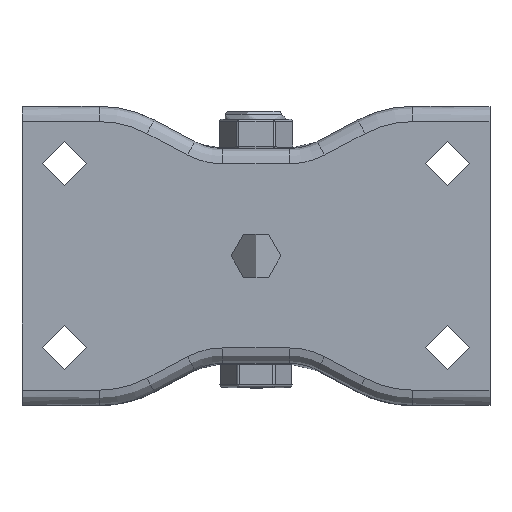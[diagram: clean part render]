
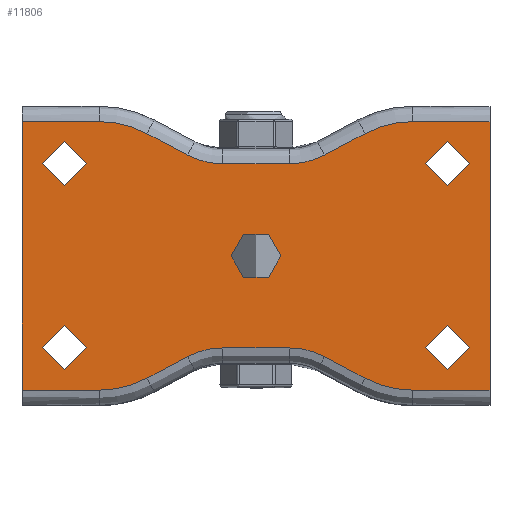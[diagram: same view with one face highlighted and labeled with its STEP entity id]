
A CAD part, top view. The second image highlights one B-rep face of the part: STEP entity #11806.
In plain terms, the highlighted planar face has unit normal (0, 0, 1).
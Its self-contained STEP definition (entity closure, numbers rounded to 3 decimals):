
#1323=FACE_BOUND('',#2585,.T.);
#1324=FACE_BOUND('',#2586,.T.);
#1325=FACE_BOUND('',#2587,.T.);
#1326=FACE_BOUND('',#2588,.T.);
#1327=FACE_BOUND('',#2589,.T.);
#1438=CIRCLE('',#12658,5.75);
#1440=CIRCLE('',#12661,5.75);
#1449=CIRCLE('',#12699,26.5);
#1452=CIRCLE('',#12704,19.5);
#1455=CIRCLE('',#12709,19.5);
#1458=CIRCLE('',#12714,26.5);
#1461=CIRCLE('',#12719,6.5);
#1466=CIRCLE('',#12727,5.75);
#1468=CIRCLE('',#12730,5.75);
#1475=CIRCLE('',#12750,26.5);
#1476=CIRCLE('',#12751,19.5);
#1477=CIRCLE('',#12752,19.5);
#1478=CIRCLE('',#12753,26.5);
#1479=CIRCLE('',#12754,6.5);
#1867=FACE_OUTER_BOUND('',#2584,.T.);
#2584=EDGE_LOOP('',(#8145,#8146,#8147,#8148,#8149,#8150,#8151,#8152,#8153,
#8154,#8155,#8156,#8157,#8158,#8159,#8160,#8161,#8162,#8163,#8164));
#2585=EDGE_LOOP('',(#8165,#8166));
#2586=EDGE_LOOP('',(#8167));
#2587=EDGE_LOOP('',(#8168));
#2588=EDGE_LOOP('',(#8169));
#2589=EDGE_LOOP('',(#8170));
#3409=LINE('',#16706,#4211);
#3410=LINE('',#16714,#4212);
#3411=LINE('',#16722,#4213);
#3412=LINE('',#16730,#4214);
#3413=LINE('',#16739,#4215);
#3425=LINE('',#16787,#4227);
#3441=LINE('',#16860,#4243);
#3442=LINE('',#16862,#4244);
#3443=LINE('',#16866,#4245);
#3444=LINE('',#16870,#4246);
#3445=LINE('',#16874,#4247);
#3446=LINE('',#16877,#4248);
#4211=VECTOR('',#13827,10.);
#4212=VECTOR('',#13838,10.);
#4213=VECTOR('',#13849,10.);
#4214=VECTOR('',#13860,10.);
#4215=VECTOR('',#13873,10.);
#4227=VECTOR('',#13919,1.);
#4243=VECTOR('',#13965,1.);
#4244=VECTOR('',#13966,10.);
#4245=VECTOR('',#13969,10.);
#4246=VECTOR('',#13972,10.);
#4247=VECTOR('',#13975,10.);
#4248=VECTOR('',#13978,10.);
#4983=VERTEX_POINT('',#16569);
#4985=VERTEX_POINT('',#16575);
#5015=VERTEX_POINT('',#16703);
#5016=VERTEX_POINT('',#16705);
#5017=VERTEX_POINT('',#16709);
#5018=VERTEX_POINT('',#16713);
#5019=VERTEX_POINT('',#16717);
#5020=VERTEX_POINT('',#16721);
#5021=VERTEX_POINT('',#16725);
#5022=VERTEX_POINT('',#16729);
#5023=VERTEX_POINT('',#16733);
#5024=VERTEX_POINT('',#16737);
#5026=VERTEX_POINT('',#16742);
#5027=VERTEX_POINT('',#16744);
#5038=VERTEX_POINT('',#16770);
#5040=VERTEX_POINT('',#16776);
#5043=VERTEX_POINT('',#16786);
#5061=VERTEX_POINT('',#16859);
#5062=VERTEX_POINT('',#16861);
#5063=VERTEX_POINT('',#16863);
#5064=VERTEX_POINT('',#16865);
#5065=VERTEX_POINT('',#16867);
#5066=VERTEX_POINT('',#16869);
#5067=VERTEX_POINT('',#16871);
#5068=VERTEX_POINT('',#16873);
#5069=VERTEX_POINT('',#16875);
#6146=EDGE_CURVE('',#4983,#4983,#1438,.T.);
#6149=EDGE_CURVE('',#4985,#4985,#1440,.T.);
#6200=EDGE_CURVE('',#5016,#5015,#3409,.T.);
#6202=EDGE_CURVE('',#5017,#5016,#1449,.T.);
#6204=EDGE_CURVE('',#5018,#5017,#3410,.T.);
#6206=EDGE_CURVE('',#5019,#5018,#1452,.T.);
#6208=EDGE_CURVE('',#5020,#5019,#3411,.T.);
#6210=EDGE_CURVE('',#5021,#5020,#1455,.T.);
#6212=EDGE_CURVE('',#5022,#5021,#3412,.T.);
#6214=EDGE_CURVE('',#5023,#5022,#1458,.T.);
#6217=EDGE_CURVE('',#5024,#5023,#3413,.T.);
#6219=EDGE_CURVE('',#5026,#5027,#1461,.T.);
#6232=EDGE_CURVE('',#5038,#5038,#1466,.T.);
#6235=EDGE_CURVE('',#5040,#5040,#1468,.T.);
#6239=EDGE_CURVE('',#5043,#5024,#3425,.T.);
#6266=EDGE_CURVE('',#5015,#5061,#3441,.T.);
#6267=EDGE_CURVE('',#5062,#5061,#3442,.T.);
#6268=EDGE_CURVE('',#5063,#5062,#1475,.T.);
#6269=EDGE_CURVE('',#5064,#5063,#3443,.T.);
#6270=EDGE_CURVE('',#5065,#5064,#1476,.T.);
#6271=EDGE_CURVE('',#5066,#5065,#3444,.T.);
#6272=EDGE_CURVE('',#5067,#5066,#1477,.T.);
#6273=EDGE_CURVE('',#5068,#5067,#3445,.T.);
#6274=EDGE_CURVE('',#5069,#5068,#1478,.T.);
#6275=EDGE_CURVE('',#5043,#5069,#3446,.T.);
#6276=EDGE_CURVE('',#5026,#5027,#1479,.T.);
#8145=ORIENTED_EDGE('',*,*,#6239,.T.);
#8146=ORIENTED_EDGE('',*,*,#6217,.T.);
#8147=ORIENTED_EDGE('',*,*,#6214,.T.);
#8148=ORIENTED_EDGE('',*,*,#6212,.T.);
#8149=ORIENTED_EDGE('',*,*,#6210,.T.);
#8150=ORIENTED_EDGE('',*,*,#6208,.T.);
#8151=ORIENTED_EDGE('',*,*,#6206,.T.);
#8152=ORIENTED_EDGE('',*,*,#6204,.T.);
#8153=ORIENTED_EDGE('',*,*,#6202,.T.);
#8154=ORIENTED_EDGE('',*,*,#6200,.T.);
#8155=ORIENTED_EDGE('',*,*,#6266,.T.);
#8156=ORIENTED_EDGE('',*,*,#6267,.F.);
#8157=ORIENTED_EDGE('',*,*,#6268,.F.);
#8158=ORIENTED_EDGE('',*,*,#6269,.F.);
#8159=ORIENTED_EDGE('',*,*,#6270,.F.);
#8160=ORIENTED_EDGE('',*,*,#6271,.F.);
#8161=ORIENTED_EDGE('',*,*,#6272,.F.);
#8162=ORIENTED_EDGE('',*,*,#6273,.F.);
#8163=ORIENTED_EDGE('',*,*,#6274,.F.);
#8164=ORIENTED_EDGE('',*,*,#6275,.F.);
#8165=ORIENTED_EDGE('',*,*,#6276,.T.);
#8166=ORIENTED_EDGE('',*,*,#6219,.F.);
#8167=ORIENTED_EDGE('',*,*,#6149,.F.);
#8168=ORIENTED_EDGE('',*,*,#6146,.F.);
#8169=ORIENTED_EDGE('',*,*,#6232,.T.);
#8170=ORIENTED_EDGE('',*,*,#6235,.T.);
#11508=PLANE('',#12749);
#11806=ADVANCED_FACE('',(#1867,#1323,#1324,#1325,#1326,#1327),#11508,.F.);
#12658=AXIS2_PLACEMENT_3D('',#16571,#13718,#13719);
#12661=AXIS2_PLACEMENT_3D('',#16577,#13725,#13726);
#12699=AXIS2_PLACEMENT_3D('',#16710,#13832,#13833);
#12704=AXIS2_PLACEMENT_3D('',#16718,#13843,#13844);
#12709=AXIS2_PLACEMENT_3D('',#16726,#13854,#13855);
#12714=AXIS2_PLACEMENT_3D('',#16734,#13865,#13866);
#12719=AXIS2_PLACEMENT_3D('',#16745,#13877,#13878);
#12727=AXIS2_PLACEMENT_3D('',#16772,#13901,#13902);
#12730=AXIS2_PLACEMENT_3D('',#16778,#13908,#13909);
#12749=AXIS2_PLACEMENT_3D('',#16858,#13963,#13964);
#12750=AXIS2_PLACEMENT_3D('',#16864,#13967,#13968);
#12751=AXIS2_PLACEMENT_3D('',#16868,#13970,#13971);
#12752=AXIS2_PLACEMENT_3D('',#16872,#13973,#13974);
#12753=AXIS2_PLACEMENT_3D('',#16876,#13976,#13977);
#12754=AXIS2_PLACEMENT_3D('',#16878,#13979,#13980);
#13718=DIRECTION('center_axis',(0.,0.,1.));
#13719=DIRECTION('ref_axis',(1.,0.,0.));
#13725=DIRECTION('center_axis',(0.,0.,1.));
#13726=DIRECTION('ref_axis',(1.,0.,0.));
#13827=DIRECTION('',(-1.,0.,0.));
#13832=DIRECTION('center_axis',(0.,0.,1.));
#13833=DIRECTION('ref_axis',(0.242,0.97,0.));
#13838=DIRECTION('',(-0.883,0.469,0.));
#13843=DIRECTION('center_axis',(0.,0.,-1.));
#13844=DIRECTION('ref_axis',(-0.242,-0.97,0.));
#13849=DIRECTION('',(-1.,0.,0.));
#13854=DIRECTION('center_axis',(0.,0.,-1.));
#13855=DIRECTION('ref_axis',(0.242,-0.97,0.));
#13860=DIRECTION('',(-0.883,-0.469,0.));
#13865=DIRECTION('center_axis',(0.,0.,1.));
#13866=DIRECTION('ref_axis',(-0.242,0.97,0.));
#13873=DIRECTION('',(-1.,0.,0.));
#13877=DIRECTION('center_axis',(0.,0.,1.));
#13878=DIRECTION('ref_axis',(-1.,0.,0.));
#13901=DIRECTION('center_axis',(0.,0.,-1.));
#13902=DIRECTION('ref_axis',(1.,0.,0.));
#13908=DIRECTION('center_axis',(0.,0.,-1.));
#13909=DIRECTION('ref_axis',(1.,0.,0.));
#13919=DIRECTION('',(0.,1.,0.));
#13963=DIRECTION('center_axis',(0.,0.,-1.));
#13964=DIRECTION('ref_axis',(0.,-1.,0.));
#13965=DIRECTION('',(0.,-1.,0.));
#13966=DIRECTION('',(-1.,0.,0.));
#13967=DIRECTION('center_axis',(0.,0.,-1.));
#13968=DIRECTION('ref_axis',(0.242,-0.97,0.));
#13969=DIRECTION('',(-0.883,-0.469,0.));
#13970=DIRECTION('center_axis',(0.,0.,1.));
#13971=DIRECTION('ref_axis',(-0.242,0.97,0.));
#13972=DIRECTION('',(-1.,0.,0.));
#13973=DIRECTION('center_axis',(0.,0.,1.));
#13974=DIRECTION('ref_axis',(0.242,0.97,0.));
#13975=DIRECTION('',(-0.883,0.469,0.));
#13976=DIRECTION('center_axis',(0.,0.,-1.));
#13977=DIRECTION('ref_axis',(-0.242,-0.97,0.));
#13978=DIRECTION('',(-1.,0.,0.));
#13979=DIRECTION('center_axis',(0.,0.,-1.));
#13980=DIRECTION('ref_axis',(-1.,0.,0.));
#16569=CARTESIAN_POINT('',(536.794,-26.195,0.));
#16571=CARTESIAN_POINT('Origin',(531.044,-26.195,0.));
#16575=CARTESIAN_POINT('',(436.794,-26.195,0.));
#16577=CARTESIAN_POINT('Origin',(431.044,-26.195,0.));
#16703=CARTESIAN_POINT('',(420.044,-15.195,0.));
#16705=CARTESIAN_POINT('',(440.167,-15.195,0.));
#16706=CARTESIAN_POINT('',(440.167,-15.195,0.));
#16709=CARTESIAN_POINT('',(452.608,-18.297,0.));
#16710=CARTESIAN_POINT('Origin',(440.167,-41.695,0.));
#16713=CARTESIAN_POINT('',(463.169,-23.913,0.));
#16714=CARTESIAN_POINT('',(456.243,-20.23,0.));
#16717=CARTESIAN_POINT('',(472.324,-26.195,0.));
#16718=CARTESIAN_POINT('Origin',(472.324,-6.695,0.));
#16721=CARTESIAN_POINT('',(489.763,-26.195,0.));
#16722=CARTESIAN_POINT('',(460.605,-26.195,0.));
#16725=CARTESIAN_POINT('',(498.918,-23.913,0.));
#16726=CARTESIAN_POINT('Origin',(489.763,-6.695,0.));
#16729=CARTESIAN_POINT('',(509.479,-18.297,0.));
#16730=CARTESIAN_POINT('',(477.612,-35.241,0.));
#16733=CARTESIAN_POINT('',(521.92,-15.195,0.));
#16734=CARTESIAN_POINT('Origin',(521.92,-41.695,0.));
#16737=CARTESIAN_POINT('',(542.044,-15.195,0.));
#16739=CARTESIAN_POINT('',(440.167,-15.195,0.));
#16742=CARTESIAN_POINT('',(487.544,-50.195,0.));
#16744=CARTESIAN_POINT('',(474.544,-50.195,0.));
#16745=CARTESIAN_POINT('Origin',(481.044,-50.195,0.));
#16770=CARTESIAN_POINT('',(536.794,-74.195,0.));
#16772=CARTESIAN_POINT('Origin',(531.044,-74.195,0.));
#16776=CARTESIAN_POINT('',(436.794,-74.195,0.));
#16778=CARTESIAN_POINT('Origin',(431.044,-74.195,0.));
#16786=CARTESIAN_POINT('',(542.044,-85.195,0.));
#16787=CARTESIAN_POINT('',(542.044,-85.695,0.));
#16858=CARTESIAN_POINT('Origin',(440.167,-58.695,0.));
#16859=CARTESIAN_POINT('',(420.044,-85.195,0.));
#16860=CARTESIAN_POINT('',(420.044,-50.195,0.));
#16861=CARTESIAN_POINT('',(440.167,-85.195,0.));
#16862=CARTESIAN_POINT('',(440.167,-85.195,0.));
#16863=CARTESIAN_POINT('',(452.608,-82.093,0.));
#16864=CARTESIAN_POINT('Origin',(440.167,-58.695,0.));
#16865=CARTESIAN_POINT('',(463.169,-76.478,0.));
#16866=CARTESIAN_POINT('',(456.243,-80.16,0.));
#16867=CARTESIAN_POINT('',(472.324,-74.195,0.));
#16868=CARTESIAN_POINT('Origin',(472.324,-93.695,0.));
#16869=CARTESIAN_POINT('',(489.763,-74.195,0.));
#16870=CARTESIAN_POINT('',(460.605,-74.195,0.));
#16871=CARTESIAN_POINT('',(498.918,-76.478,0.));
#16872=CARTESIAN_POINT('Origin',(489.763,-93.695,0.));
#16873=CARTESIAN_POINT('',(509.479,-82.093,0.));
#16874=CARTESIAN_POINT('',(477.612,-65.149,0.));
#16875=CARTESIAN_POINT('',(521.92,-85.195,0.));
#16876=CARTESIAN_POINT('Origin',(521.92,-58.695,0.));
#16877=CARTESIAN_POINT('',(440.167,-85.195,0.));
#16878=CARTESIAN_POINT('Origin',(481.044,-50.195,0.));
